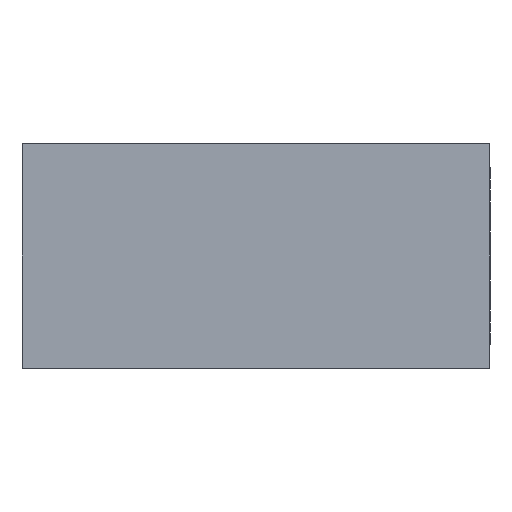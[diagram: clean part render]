
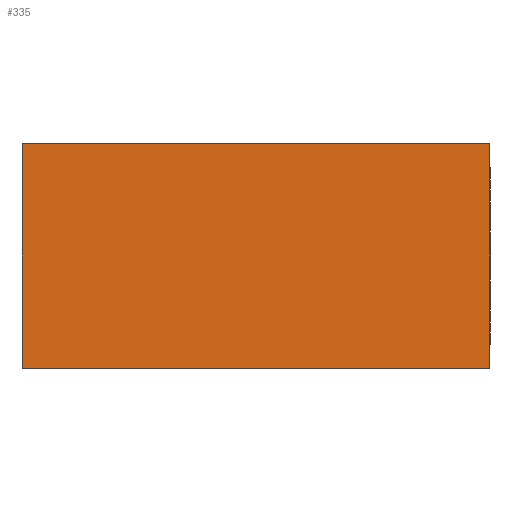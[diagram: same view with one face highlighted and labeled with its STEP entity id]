
A CAD part, front view. The second image highlights one B-rep face of the part: STEP entity #335.
In plain terms, the highlighted planar face has unit normal (0, -1, 0).
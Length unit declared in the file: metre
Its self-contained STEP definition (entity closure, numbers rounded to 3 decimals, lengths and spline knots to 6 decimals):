
#335 = ADVANCED_FACE( 'NONE', ( #724 ), #725, .F. );
#724 = FACE_OUTER_BOUND( '', #1140, .T. );
#725 = PLANE( '', #1141 );
#1140 = EDGE_LOOP( '', ( #2110, #2111, #2112, #2113 ) );
#1141 = AXIS2_PLACEMENT_3D( '', #2114, #2115, #2116 );
#2110 = ORIENTED_EDGE( '', *, *, #2458, .F. );
#2111 = ORIENTED_EDGE( '', *, *, #2685, .F. );
#2112 = ORIENTED_EDGE( '', *, *, #2441, .F. );
#2113 = ORIENTED_EDGE( '', *, *, #2701, .F. );
#2114 = CARTESIAN_POINT( '', ( -0.0125, 0., 0.006 ) );
#2115 = DIRECTION( '', ( 0., 1., 0. ) );
#2116 = DIRECTION( '', ( 1., 0., 0. ) );
#2441 = EDGE_CURVE( 'NONE', #2958, #2959, #2960, .T. );
#2458 = EDGE_CURVE( 'NONE', #2981, #2983, #2984, .T. );
#2685 = EDGE_CURVE( 'NONE', #2959, #2981, #3323, .T. );
#2701 = EDGE_CURVE( 'NONE', #2983, #2958, #3344, .T. );
#2958 = VERTEX_POINT( 'NONE', #3899 );
#2959 = VERTEX_POINT( 'NONE', #3900 );
#2960 = LINE( '', #3901, #3902 );
#2981 = VERTEX_POINT( 'NONE', #3934 );
#2983 = VERTEX_POINT( 'NONE', #3937 );
#2984 = LINE( '', #3938, #3939 );
#3323 = LINE( '', #4623, #4624 );
#3344 = LINE( '', #4685, #4686 );
#3899 = CARTESIAN_POINT( '', ( -0.0125, 0., -0.006 ) );
#3900 = CARTESIAN_POINT( '', ( -0.0125, 0., 0.006 ) );
#3901 = CARTESIAN_POINT( '', ( -0.0125, 0., 0.006 ) );
#3902 = VECTOR( '', #4887, 1. );
#3934 = CARTESIAN_POINT( '', ( 0.0125, 0., 0.006 ) );
#3937 = CARTESIAN_POINT( '', ( 0.0125, 0., -0.006 ) );
#3938 = CARTESIAN_POINT( '', ( 0.0125, 0., 0.006 ) );
#3939 = VECTOR( '', #4903, 1. );
#4623 = CARTESIAN_POINT( '', ( -0.0125, 0., 0.006 ) );
#4624 = VECTOR( '', #5108, 1. );
#4685 = CARTESIAN_POINT( '', ( -0.0125, 0., -0.006 ) );
#4686 = VECTOR( '', #5122, 1. );
#4887 = DIRECTION( '', ( 0., 0., 1. ) );
#4903 = DIRECTION( '', ( 0., 0., -1. ) );
#5108 = DIRECTION( '', ( 1., 0., 0. ) );
#5122 = DIRECTION( '', ( -1., 0., 0. ) );
